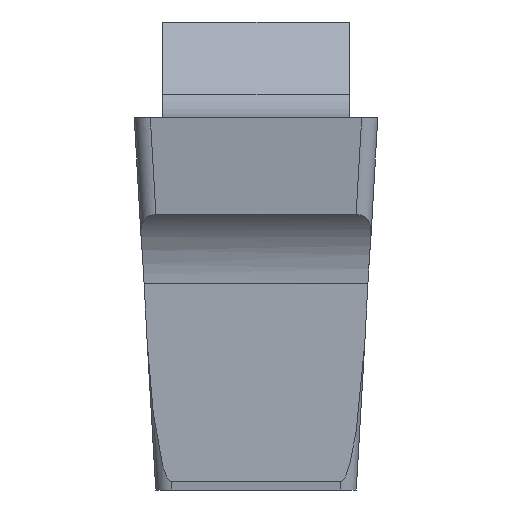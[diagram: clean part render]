
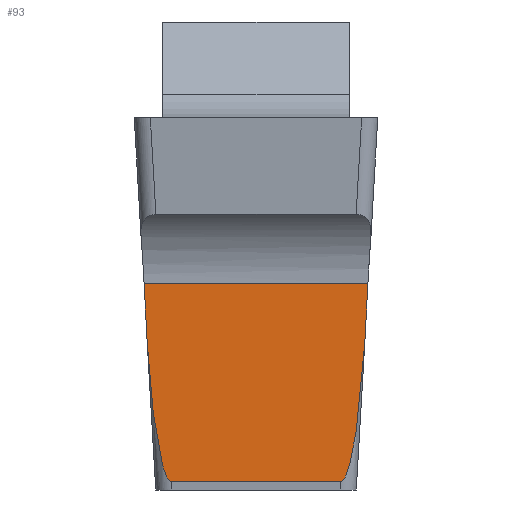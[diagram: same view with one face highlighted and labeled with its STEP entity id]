
A CAD part, front view. The second image highlights one B-rep face of the part: STEP entity #93.
In plain terms, the highlighted planar face has unit normal (0, -1, 0).
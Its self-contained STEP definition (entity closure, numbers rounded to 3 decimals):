
#93=ADVANCED_FACE('',(#161),#121,.T.);
#121=PLANE('',#932);
#161=FACE_OUTER_BOUND('',#203,.T.);
#203=EDGE_LOOP('',(#443,#444,#445,#446,#447,#448));
#219=ELLIPSE('',#894,1.644,0.2);
#221=ELLIPSE('',#897,1.644,0.2);
#443=ORIENTED_EDGE('',*,*,#595,.F.);
#444=ORIENTED_EDGE('',*,*,#591,.T.);
#445=ORIENTED_EDGE('',*,*,#597,.F.);
#446=ORIENTED_EDGE('',*,*,#574,.F.);
#447=ORIENTED_EDGE('',*,*,#665,.T.);
#448=ORIENTED_EDGE('',*,*,#583,.F.);
#489=VERTEX_POINT('',#1223);
#491=VERTEX_POINT('',#1226);
#499=VERTEX_POINT('',#1243);
#500=VERTEX_POINT('',#1245);
#507=VERTEX_POINT('',#1264);
#508=VERTEX_POINT('',#1265);
#574=EDGE_CURVE('',#489,#491,#686,.T.);
#583=EDGE_CURVE('',#499,#500,#695,.T.);
#591=EDGE_CURVE('',#507,#508,#701,.T.);
#595=EDGE_CURVE('',#507,#499,#219,.T.);
#597=EDGE_CURVE('',#491,#508,#221,.T.);
#665=EDGE_CURVE('',#489,#500,#749,.T.);
#686=LINE('',#1225,#770);
#695=LINE('',#1244,#779);
#701=LINE('',#1263,#785);
#749=LINE('',#1602,#833);
#770=VECTOR('',#985,1.);
#779=VECTOR('',#996,1.);
#785=VECTOR('',#1006,1.);
#833=VECTOR('',#1132,1.);
#894=AXIS2_PLACEMENT_3D('',#1272,#1012,#1013);
#897=AXIS2_PLACEMENT_3D('',#1275,#1018,#1019);
#932=AXIS2_PLACEMENT_3D('',#1603,#1133,#1134);
#985=DIRECTION('',(-0.052,0.,-0.999));
#996=DIRECTION('',(-0.052,0.,0.999));
#1006=DIRECTION('',(1.,0.,0.));
#1012=DIRECTION('',(0.,1.,0.));
#1013=DIRECTION('',(0.058,0.,-0.998));
#1018=DIRECTION('',(0.,1.,0.));
#1019=DIRECTION('',(-0.058,0.,-0.998));
#1132=DIRECTION('',(-1.,0.,0.));
#1133=DIRECTION('',(0.,-1.,0.));
#1134=DIRECTION('',(0.,0.,-1.));
#1223=CARTESIAN_POINT('',(1.378,0.25,-2.04));
#1225=CARTESIAN_POINT('',(1.365,0.25,-2.291));
#1226=CARTESIAN_POINT('',(1.339,0.25,-2.778));
#1243=CARTESIAN_POINT('',(-1.339,0.25,-2.778));
#1244=CARTESIAN_POINT('',(-1.365,0.25,-2.291));
#1245=CARTESIAN_POINT('',(-1.378,0.25,-2.04));
#1263=CARTESIAN_POINT('',(1.376,0.25,-4.479));
#1264=CARTESIAN_POINT('',(-1.042,0.25,-4.479));
#1265=CARTESIAN_POINT('',(1.042,0.25,-4.479));
#1272=CARTESIAN_POINT('',(-1.136,0.25,-2.838));
#1275=CARTESIAN_POINT('',(1.136,0.25,-2.838));
#1602=CARTESIAN_POINT('',(10.,0.25,-2.04));
#1603=CARTESIAN_POINT('',(10.,0.25,-12.04));
